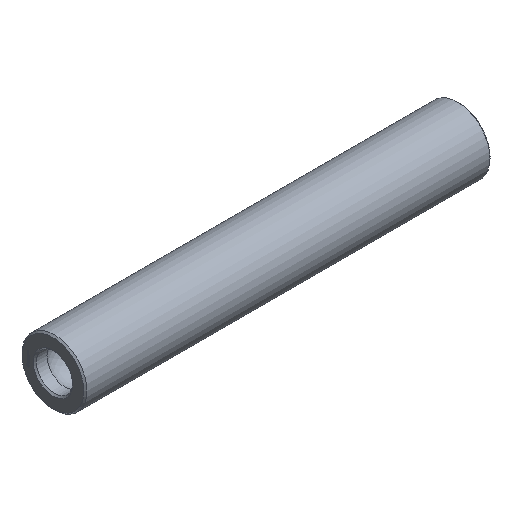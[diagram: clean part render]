
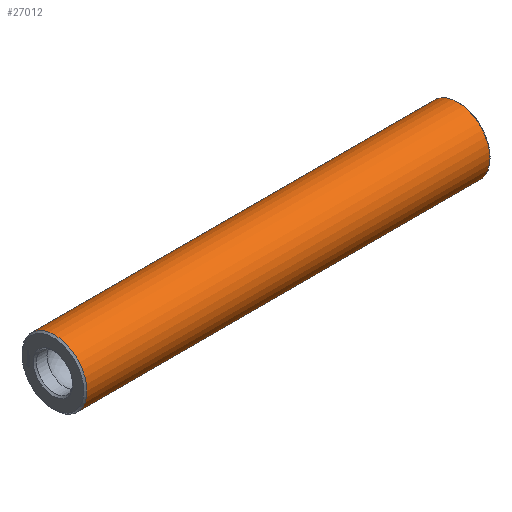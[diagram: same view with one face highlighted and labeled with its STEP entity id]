
A CAD part, isometric view. The second image highlights one B-rep face of the part: STEP entity #27012.
In plain terms, the highlighted cylindrical face has radius 6.25 mm (diameter 12.5 mm), a full revolution.
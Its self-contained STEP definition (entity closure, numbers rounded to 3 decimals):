
#134 = CONICAL_SURFACE('',#135,5.95,0.785);
#135 = AXIS2_PLACEMENT_3D('',#136,#137,#138);
#136 = CARTESIAN_POINT('',(-78.125,0.,0.));
#137 = DIRECTION('',(1.,0.,0.));
#138 = DIRECTION('',(0.,0.,1.));
#10029 = VERTEX_POINT('',#10030);
#10030 = CARTESIAN_POINT('',(-77.825,0.,6.25));
#10051 = EDGE_CURVE('',#10029,#10029,#10052,.T.);
#10052 = SURFACE_CURVE('',#10053,(#10058,#10065),.PCURVE_S1.);
#10053 = CIRCLE('',#10054,6.25);
#10054 = AXIS2_PLACEMENT_3D('',#10055,#10056,#10057);
#10055 = CARTESIAN_POINT('',(-77.825,0.,0.));
#10056 = DIRECTION('',(1.,0.,0.));
#10057 = DIRECTION('',(0.,0.,1.));
#10058 = PCURVE('',#134,#10059);
#10059 = DEFINITIONAL_REPRESENTATION('',(#10060),#10064);
#10060 = LINE('',#10061,#10062);
#10061 = CARTESIAN_POINT('',(0.,0.3));
#10062 = VECTOR('',#10063,1.);
#10063 = DIRECTION('',(1.,0.));
#10064 = ( GEOMETRIC_REPRESENTATION_CONTEXT(2) 
PARAMETRIC_REPRESENTATION_CONTEXT() REPRESENTATION_CONTEXT('2D SPACE',''
  ) );
#10065 = PCURVE('',#10066,#10071);
#10066 = CYLINDRICAL_SURFACE('',#10067,6.25);
#10067 = AXIS2_PLACEMENT_3D('',#10068,#10069,#10070);
#10068 = CARTESIAN_POINT('',(-77.825,0.,0.));
#10069 = DIRECTION('',(1.,0.,0.));
#10070 = DIRECTION('',(0.,0.,1.));
#10071 = DEFINITIONAL_REPRESENTATION('',(#10072),#10076);
#10072 = LINE('',#10073,#10074);
#10073 = CARTESIAN_POINT('',(0.,0.));
#10074 = VECTOR('',#10075,1.);
#10075 = DIRECTION('',(1.,0.));
#10076 = ( GEOMETRIC_REPRESENTATION_CONTEXT(2) 
PARAMETRIC_REPRESENTATION_CONTEXT() REPRESENTATION_CONTEXT('2D SPACE',''
  ) );
#27012 = ADVANCED_FACE('',(#27013),#10066,.T.);
#27013 = FACE_BOUND('',#27014,.T.);
#27014 = EDGE_LOOP('',(#27015,#27016,#27039,#27066));
#27015 = ORIENTED_EDGE('',*,*,#10051,.T.);
#27016 = ORIENTED_EDGE('',*,*,#27017,.T.);
#27017 = EDGE_CURVE('',#10029,#27018,#27020,.T.);
#27018 = VERTEX_POINT('',#27019);
#27019 = CARTESIAN_POINT('',(-0.3,0.,6.25));
#27020 = SEAM_CURVE('',#27021,(#27025,#27032),.PCURVE_S1.);
#27021 = LINE('',#27022,#27023);
#27022 = CARTESIAN_POINT('',(-77.825,0.,6.25));
#27023 = VECTOR('',#27024,1.);
#27024 = DIRECTION('',(1.,0.,0.));
#27025 = PCURVE('',#10066,#27026);
#27026 = DEFINITIONAL_REPRESENTATION('',(#27027),#27031);
#27027 = LINE('',#27028,#27029);
#27028 = CARTESIAN_POINT('',(0.,0.));
#27029 = VECTOR('',#27030,1.);
#27030 = DIRECTION('',(0.,1.));
#27031 = ( GEOMETRIC_REPRESENTATION_CONTEXT(2) 
PARAMETRIC_REPRESENTATION_CONTEXT() REPRESENTATION_CONTEXT('2D SPACE',''
  ) );
#27032 = PCURVE('',#10066,#27033);
#27033 = DEFINITIONAL_REPRESENTATION('',(#27034),#27038);
#27034 = LINE('',#27035,#27036);
#27035 = CARTESIAN_POINT('',(6.283,0.));
#27036 = VECTOR('',#27037,1.);
#27037 = DIRECTION('',(0.,1.));
#27038 = ( GEOMETRIC_REPRESENTATION_CONTEXT(2) 
PARAMETRIC_REPRESENTATION_CONTEXT() REPRESENTATION_CONTEXT('2D SPACE',''
  ) );
#27039 = ORIENTED_EDGE('',*,*,#27040,.F.);
#27040 = EDGE_CURVE('',#27018,#27018,#27041,.T.);
#27041 = SURFACE_CURVE('',#27042,(#27047,#27054),.PCURVE_S1.);
#27042 = CIRCLE('',#27043,6.25);
#27043 = AXIS2_PLACEMENT_3D('',#27044,#27045,#27046);
#27044 = CARTESIAN_POINT('',(-0.3,0.,0.));
#27045 = DIRECTION('',(1.,0.,0.));
#27046 = DIRECTION('',(0.,0.,1.));
#27047 = PCURVE('',#10066,#27048);
#27048 = DEFINITIONAL_REPRESENTATION('',(#27049),#27053);
#27049 = LINE('',#27050,#27051);
#27050 = CARTESIAN_POINT('',(0.,77.525));
#27051 = VECTOR('',#27052,1.);
#27052 = DIRECTION('',(1.,0.));
#27053 = ( GEOMETRIC_REPRESENTATION_CONTEXT(2) 
PARAMETRIC_REPRESENTATION_CONTEXT() REPRESENTATION_CONTEXT('2D SPACE',''
  ) );
#27054 = PCURVE('',#27055,#27060);
#27055 = CONICAL_SURFACE('',#27056,6.25,0.785);
#27056 = AXIS2_PLACEMENT_3D('',#27057,#27058,#27059);
#27057 = CARTESIAN_POINT('',(-0.3,0.,0.));
#27058 = DIRECTION('',(-1.,-0.,-0.));
#27059 = DIRECTION('',(0.,0.,1.));
#27060 = DEFINITIONAL_REPRESENTATION('',(#27061),#27065);
#27061 = LINE('',#27062,#27063);
#27062 = CARTESIAN_POINT('',(-0.,-0.));
#27063 = VECTOR('',#27064,1.);
#27064 = DIRECTION('',(-1.,-0.));
#27065 = ( GEOMETRIC_REPRESENTATION_CONTEXT(2) 
PARAMETRIC_REPRESENTATION_CONTEXT() REPRESENTATION_CONTEXT('2D SPACE',''
  ) );
#27066 = ORIENTED_EDGE('',*,*,#27017,.F.);
